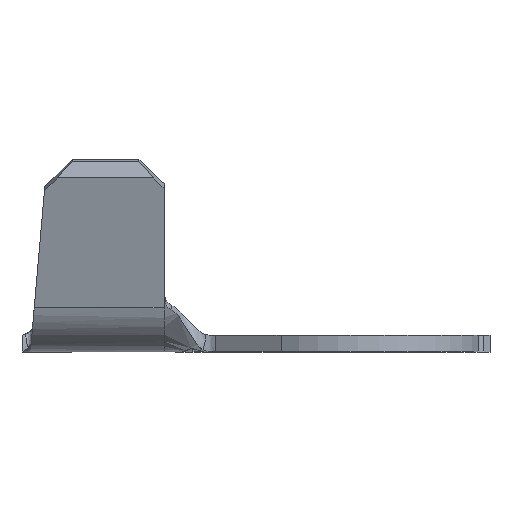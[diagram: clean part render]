
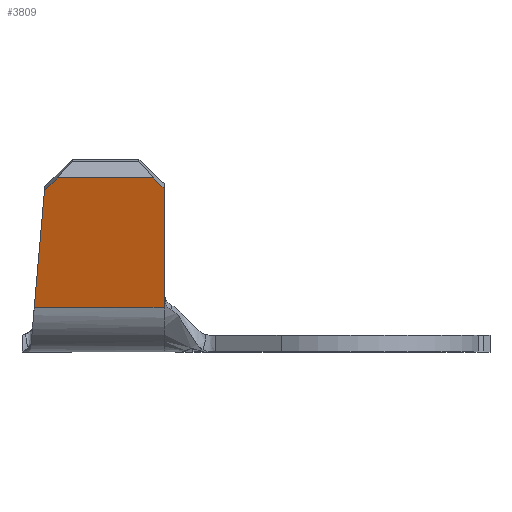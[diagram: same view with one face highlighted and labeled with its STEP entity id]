
A CAD part, top view. The second image highlights one B-rep face of the part: STEP entity #3809.
In plain terms, the highlighted planar face has unit normal (0, -0.257, 0.966).
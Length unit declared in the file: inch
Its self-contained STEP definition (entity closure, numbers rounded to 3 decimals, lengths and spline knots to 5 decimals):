
#53 = VERTEX_POINT ( 'NONE', #1782 ) ;
#79 = LINE ( 'NONE', #3072, #4540 ) ;
#180 = DIRECTION ( 'NONE',  ( 0., -0.966, -0.257 ) ) ;
#276 = VERTEX_POINT ( 'NONE', #2232 ) ;
#361 = VECTOR ( 'NONE', #2552, 39.37008 ) ;
#447 = ORIENTED_EDGE ( 'NONE', *, *, #1285, .F. ) ;
#522 = LINE ( 'NONE', #843, #3189 ) ;
#523 = FACE_OUTER_BOUND ( 'NONE', #2793, .T. ) ;
#694 = EDGE_CURVE ( 'NONE', #2824, #276, #4071, .T. ) ;
#782 = DIRECTION ( 'NONE',  ( 0.084, 0.963, 0.256 ) ) ;
#843 = CARTESIAN_POINT ( 'NONE',  ( -0.39, 0.20812, 0.11 ) ) ;
#870 = DIRECTION ( 'NONE',  ( 1., 0., 0. ) ) ;
#923 = DIRECTION ( 'NONE',  ( 0., -0.966, -0.257 ) ) ;
#934 = LINE ( 'NONE', #1802, #4559 ) ;
#976 = CARTESIAN_POINT ( 'NONE',  ( -0.23, 0.05272, 0.06861 ) ) ;
#1007 = VERTEX_POINT ( 'NONE', #1602 ) ;
#1020 = ORIENTED_EDGE ( 'NONE', *, *, #694, .T. ) ;
#1208 = VERTEX_POINT ( 'NONE', #2697 ) ;
#1239 = ORIENTED_EDGE ( 'NONE', *, *, #3426, .T. ) ;
#1285 = EDGE_CURVE ( 'NONE', #2824, #53, #934, .T. ) ;
#1316 = EDGE_CURVE ( 'NONE', #1490, #1007, #2884, .T. ) ;
#1317 = LINE ( 'NONE', #2200, #361 ) ;
#1463 = CARTESIAN_POINT ( 'NONE',  ( -0.38539, 0.05272, 0.06861 ) ) ;
#1490 = VERTEX_POINT ( 'NONE', #4300 ) ;
#1552 = CARTESIAN_POINT ( 'NONE',  ( -0.39, 0.05272, 0.06861 ) ) ;
#1588 = CARTESIAN_POINT ( 'NONE',  ( -0.23594, 0.2016, 0.10826 ) ) ;
#1602 = CARTESIAN_POINT ( 'NONE',  ( -0.23, 0.06371, 0.07153 ) ) ;
#1610 = CARTESIAN_POINT ( 'NONE',  ( -0.24268, 0.20812, 0.11 ) ) ;
#1782 = CARTESIAN_POINT ( 'NONE',  ( -0.3731, 0.19319, 0.10602 ) ) ;
#1802 = CARTESIAN_POINT ( 'NONE',  ( -0.38542, 0.05235, 0.06851 ) ) ;
#1954 = EDGE_CURVE ( 'NONE', #1007, #276, #1317, .T. ) ;
#2056 = DIRECTION ( 'NONE',  ( -0.707, -0.683, -0.182 ) ) ;
#2200 = CARTESIAN_POINT ( 'NONE',  ( -0.23, 0.05272, 0.06861 ) ) ;
#2205 = VECTOR ( 'NONE', #870, 39.37008 ) ;
#2232 = CARTESIAN_POINT ( 'NONE',  ( -0.23, 0.05272, 0.06861 ) ) ;
#2266 = CARTESIAN_POINT ( 'NONE',  ( -0.39, 0.05272, 0.06861 ) ) ;
#2300 = DIRECTION ( 'NONE',  ( 0., -0.257, 0.966 ) ) ;
#2324 = ORIENTED_EDGE ( 'NONE', *, *, #3788, .T. ) ;
#2552 = DIRECTION ( 'NONE',  ( 0., -0.966, -0.257 ) ) ;
#2608 = VERTEX_POINT ( 'NONE', #1610 ) ;
#2697 = CARTESIAN_POINT ( 'NONE',  ( -0.35765, 0.20812, 0.11 ) ) ;
#2793 = EDGE_LOOP ( 'NONE', ( #3071, #2324, #3793, #1239, #447, #1020, #3715 ) ) ;
#2824 = VERTEX_POINT ( 'NONE', #1463 ) ;
#2884 = LINE ( 'NONE', #976, #4463 ) ;
#2923 = DIRECTION ( 'NONE',  ( 1., 0., 0. ) ) ;
#2968 = PLANE ( 'NONE',  #3437 ) ;
#3071 = ORIENTED_EDGE ( 'NONE', *, *, #1316, .F. ) ;
#3072 = CARTESIAN_POINT ( 'NONE',  ( -0.45423, 0.11481, 0.08515 ) ) ;
#3189 = VECTOR ( 'NONE', #2923, 39.37008 ) ;
#3191 = LINE ( 'NONE', #1588, #4157 ) ;
#3426 = EDGE_CURVE ( 'NONE', #1208, #53, #79, .T. ) ;
#3437 = AXIS2_PLACEMENT_3D ( 'NONE', #2266, #2300, #180 ) ;
#3715 = ORIENTED_EDGE ( 'NONE', *, *, #1954, .F. ) ;
#3788 = EDGE_CURVE ( 'NONE', #1490, #2608, #3191, .T. ) ;
#3793 = ORIENTED_EDGE ( 'NONE', *, *, #4318, .F. ) ;
#3809 = ADVANCED_FACE ( 'NONE', ( #523 ), #2968, .T. ) ;
#4030 = DIRECTION ( 'NONE',  ( -0.707, 0.683, 0.182 ) ) ;
#4071 = LINE ( 'NONE', #1552, #2205 ) ;
#4157 = VECTOR ( 'NONE', #4030, 39.37008 ) ;
#4300 = CARTESIAN_POINT ( 'NONE',  ( -0.23, 0.19586, 0.10674 ) ) ;
#4318 = EDGE_CURVE ( 'NONE', #1208, #2608, #522, .T. ) ;
#4463 = VECTOR ( 'NONE', #923, 39.37008 ) ;
#4540 = VECTOR ( 'NONE', #2056, 39.37008 ) ;
#4559 = VECTOR ( 'NONE', #782, 39.37008 ) ;
